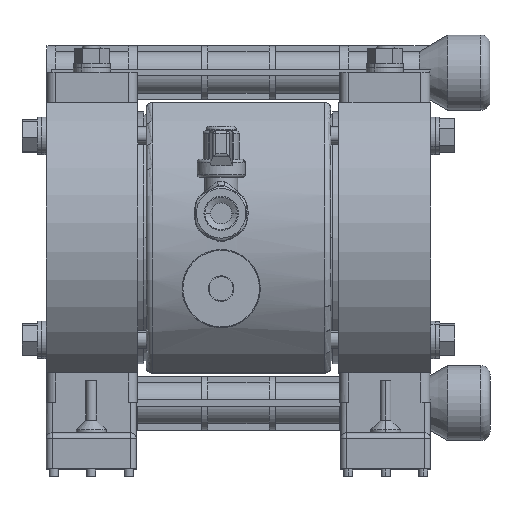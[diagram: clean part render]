
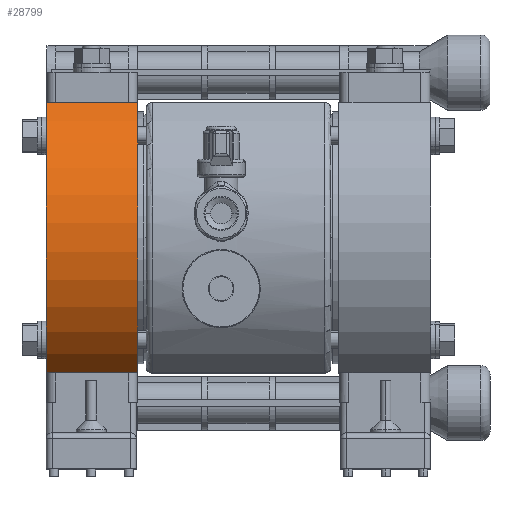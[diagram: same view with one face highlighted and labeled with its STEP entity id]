
A CAD part, top view. The second image highlights one B-rep face of the part: STEP entity #28799.
In plain terms, the highlighted cylindrical face has radius 55 mm (diameter 110 mm), a partial arc.
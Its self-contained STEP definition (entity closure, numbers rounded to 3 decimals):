
#16560 = CIRCLE ( 'NONE', #16820, 55. ) ;
#16820 = AXIS2_PLACEMENT_3D ( 'NONE', #16882, #16881, #16880 ) ;
#16821 = CARTESIAN_POINT ( 'NONE',  ( -63.95, 45., 31.623 ) ) ;
#16822 = DIRECTION ( 'NONE',  ( 1., 0., 0. ) ) ;
#16823 = VECTOR ( 'NONE', #16822, 1000. ) ;
#16824 = CARTESIAN_POINT ( 'NONE',  ( -63.95, 45., 31.623 ) ) ;
#16825 = LINE ( 'NONE', #16824, #16823 ) ;
#16875 = DIRECTION ( 'NONE',  ( -1., 0., 0. ) ) ;
#16876 = VECTOR ( 'NONE', #16875, 1000. ) ;
#16877 = CARTESIAN_POINT ( 'NONE',  ( -63.95, -45., 31.623 ) ) ;
#16878 = LINE ( 'NONE', #16877, #16876 ) ;
#16879 = CARTESIAN_POINT ( 'NONE',  ( -63.95, -45., 31.623 ) ) ;
#16880 = DIRECTION ( 'NONE',  ( 0., -1., 0. ) ) ;
#16881 = DIRECTION ( 'NONE',  ( -1., 0., 0. ) ) ;
#16882 = CARTESIAN_POINT ( 'NONE',  ( -63.95, 0., 0. ) ) ;
#16968 = CARTESIAN_POINT ( 'NONE',  ( -33.45, 45., 31.623 ) ) ;
#16969 = CARTESIAN_POINT ( 'NONE',  ( -33.45, -45., 31.623 ) ) ;
#16970 = DIRECTION ( 'NONE',  ( 0., -1., 0. ) ) ;
#16971 = DIRECTION ( 'NONE',  ( -1., 0., 0. ) ) ;
#16972 = AXIS2_PLACEMENT_3D ( 'NONE', #16978, #16971, #16970 ) ;
#16973 = CIRCLE ( 'NONE', #16972, 55. ) ;
#16974 = DIRECTION ( 'NONE',  ( 0., -1., 0. ) ) ;
#16975 = DIRECTION ( 'NONE',  ( -1., 0., 0. ) ) ;
#16976 = CARTESIAN_POINT ( 'NONE',  ( -63.95, 0., 0. ) ) ;
#16977 = AXIS2_PLACEMENT_3D ( 'NONE', #16976, #16975, #16974 ) ;
#16978 = CARTESIAN_POINT ( 'NONE',  ( -33.45, 0., 0. ) ) ;
#16979 = CYLINDRICAL_SURFACE ( 'NONE', #16977, 55. ) ;
#16980 = FACE_OUTER_BOUND ( 'NONE', #28800, .T. ) ;
#28724 = ORIENTED_EDGE ( 'NONE', *, *, #28725, .F. ) ;
#28725 = EDGE_CURVE ( 'NONE', #28726, #28804, #16825, .T. ) ;
#28726 = VERTEX_POINT ( 'NONE', #16821 ) ;
#28727 = ORIENTED_EDGE ( 'NONE', *, *, #28728, .F. ) ;
#28728 = EDGE_CURVE ( 'NONE', #28729, #28726, #16560, .T. ) ;
#28729 = VERTEX_POINT ( 'NONE', #16879 ) ;
#28730 = ORIENTED_EDGE ( 'NONE', *, *, #28731, .F. ) ;
#28731 = EDGE_CURVE ( 'NONE', #28803, #28729, #16878, .T. ) ;
#28799 = ADVANCED_FACE ( 'NONE', ( #16980 ), #16979, .T. ) ;
#28800 = EDGE_LOOP ( 'NONE', ( #28801, #28724, #28727, #28730 ) ) ;
#28801 = ORIENTED_EDGE ( 'NONE', *, *, #28802, .T. ) ;
#28802 = EDGE_CURVE ( 'NONE', #28803, #28804, #16973, .T. ) ;
#28803 = VERTEX_POINT ( 'NONE', #16969 ) ;
#28804 = VERTEX_POINT ( 'NONE', #16968 ) ;
